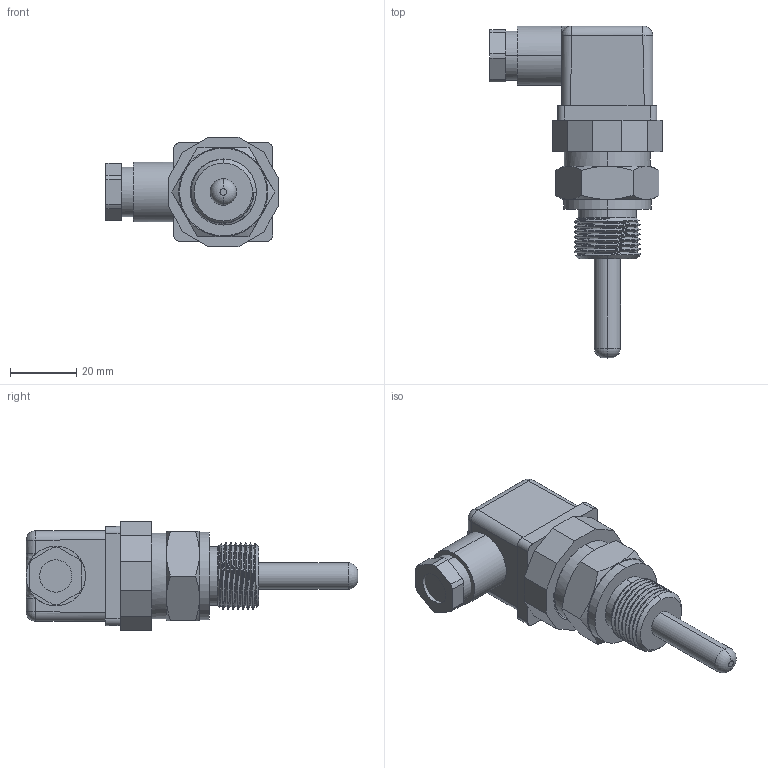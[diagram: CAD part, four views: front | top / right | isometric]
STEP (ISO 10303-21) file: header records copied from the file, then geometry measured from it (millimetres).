
FILE_DESCRIPTION (( 'STEP AP214' ), '1' );
FILE_NAME ('PCT100_1.STEP', '2025-03-12T12:10:41', ( '' ), ( '' ), 'SwSTEP 2.0', 'SolidWorks 2022', '' );
FILE_SCHEMA (( 'AUTOMOTIVE_DESIGN' ));
Length unit declared in the file: millimetre
Products named in the file (1): PCT100_1
Bounding box: 52.15 x 100.5 x 33.2 mm (x, y, z)
Surface area: 20515.6 mm2 (no closed solid volume)
Topology: 0 solids, 3 shells, 221 faces, 580 edges, 369 vertices
Faces by surface type: plane 103, cylinder 87, cone 17, bspline 8, sphere 4, torus 2
Entity records: 13293 total; most frequent: CARTESIAN_POINT 6071, ORIENTED_EDGE 1122, DIRECTION 825, EDGE_CURVE 574, VERTEX_POINT 369, AXIS2_PLACEMENT_3D 300, EDGE_LOOP 246, VECTOR 225
